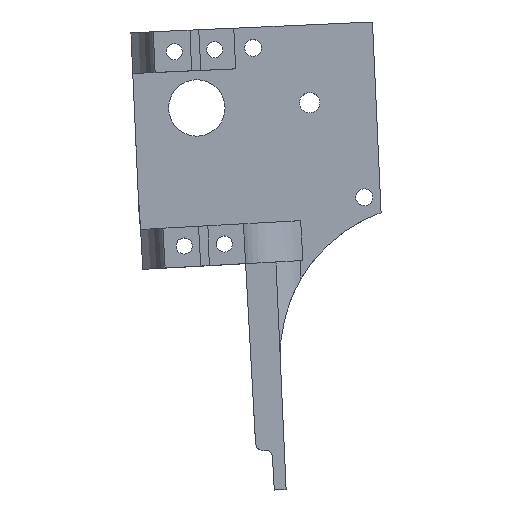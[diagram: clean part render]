
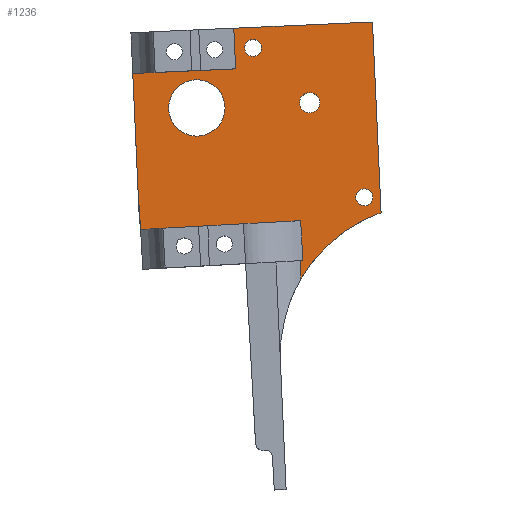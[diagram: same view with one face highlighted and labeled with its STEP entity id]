
A CAD part, top view. The second image highlights one B-rep face of the part: STEP entity #1236.
In plain terms, the highlighted planar face has unit normal (0, 0, 1).
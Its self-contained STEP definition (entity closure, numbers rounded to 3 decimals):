
#28=FACE_BOUND('',#168,.T.);
#29=FACE_BOUND('',#169,.T.);
#30=FACE_BOUND('',#170,.T.);
#31=FACE_BOUND('',#171,.T.);
#52=PLANE('',#1334);
#98=FACE_OUTER_BOUND('',#167,.T.);
#167=EDGE_LOOP('',(#884,#885,#886,#887,#888,#889,#890,#891,#892,#893,#894,
#895));
#168=EDGE_LOOP('',(#896));
#169=EDGE_LOOP('',(#897));
#170=EDGE_LOOP('',(#898));
#171=EDGE_LOOP('',(#899));
#254=CIRCLE('',#1335,37.513);
#255=CIRCLE('',#1336,7.);
#256=CIRCLE('',#1337,2.5);
#257=CIRCLE('',#1338,2.1);
#258=CIRCLE('',#1339,2.1);
#296=LINE('',#1914,#420);
#308=LINE('',#1948,#432);
#309=LINE('',#1954,#433);
#310=LINE('',#1956,#434);
#311=LINE('',#1958,#435);
#312=LINE('',#1960,#436);
#313=LINE('',#1962,#437);
#314=LINE('',#1964,#438);
#315=LINE('',#1966,#439);
#316=LINE('',#1968,#440);
#317=LINE('',#1969,#441);
#420=VECTOR('',#1455,9.938);
#432=VECTOR('',#1483,10.);
#433=VECTOR('',#1490,10.);
#434=VECTOR('',#1491,10.);
#435=VECTOR('',#1492,10.);
#436=VECTOR('',#1493,10.);
#437=VECTOR('',#1494,10.);
#438=VECTOR('',#1495,10.);
#439=VECTOR('',#1496,10.);
#440=VECTOR('',#1497,10.);
#441=VECTOR('',#1498,14.7);
#558=VERTEX_POINT('',#1904);
#559=VERTEX_POINT('',#1913);
#573=VERTEX_POINT('',#1947);
#574=VERTEX_POINT('',#1951);
#575=VERTEX_POINT('',#1953);
#576=VERTEX_POINT('',#1955);
#577=VERTEX_POINT('',#1957);
#578=VERTEX_POINT('',#1959);
#579=VERTEX_POINT('',#1961);
#580=VERTEX_POINT('',#1963);
#581=VERTEX_POINT('',#1965);
#582=VERTEX_POINT('',#1967);
#583=VERTEX_POINT('',#1970);
#584=VERTEX_POINT('',#1972);
#585=VERTEX_POINT('',#1974);
#586=VERTEX_POINT('',#1976);
#680=EDGE_CURVE('',#558,#559,#296,.T.);
#697=EDGE_CURVE('',#573,#559,#308,.T.);
#699=EDGE_CURVE('',#574,#558,#254,.T.);
#700=EDGE_CURVE('',#575,#574,#309,.T.);
#701=EDGE_CURVE('',#575,#576,#310,.T.);
#702=EDGE_CURVE('',#577,#576,#311,.T.);
#703=EDGE_CURVE('',#577,#578,#312,.T.);
#704=EDGE_CURVE('',#578,#579,#313,.T.);
#705=EDGE_CURVE('',#580,#579,#314,.T.);
#706=EDGE_CURVE('',#581,#580,#315,.T.);
#707=EDGE_CURVE('',#581,#582,#316,.T.);
#708=EDGE_CURVE('',#573,#582,#317,.T.);
#709=EDGE_CURVE('',#583,#583,#255,.T.);
#710=EDGE_CURVE('',#584,#584,#256,.T.);
#711=EDGE_CURVE('',#585,#585,#257,.T.);
#712=EDGE_CURVE('',#586,#586,#258,.T.);
#884=ORIENTED_EDGE('',*,*,#680,.F.);
#885=ORIENTED_EDGE('',*,*,#699,.F.);
#886=ORIENTED_EDGE('',*,*,#700,.F.);
#887=ORIENTED_EDGE('',*,*,#701,.T.);
#888=ORIENTED_EDGE('',*,*,#702,.F.);
#889=ORIENTED_EDGE('',*,*,#703,.T.);
#890=ORIENTED_EDGE('',*,*,#704,.T.);
#891=ORIENTED_EDGE('',*,*,#705,.F.);
#892=ORIENTED_EDGE('',*,*,#706,.F.);
#893=ORIENTED_EDGE('',*,*,#707,.T.);
#894=ORIENTED_EDGE('',*,*,#708,.F.);
#895=ORIENTED_EDGE('',*,*,#697,.T.);
#896=ORIENTED_EDGE('',*,*,#709,.T.);
#897=ORIENTED_EDGE('',*,*,#710,.T.);
#898=ORIENTED_EDGE('',*,*,#711,.F.);
#899=ORIENTED_EDGE('',*,*,#712,.T.);
#1236=ADVANCED_FACE('',(#98,#28,#29,#30,#31),#52,.T.);
#1334=AXIS2_PLACEMENT_3D('',#1950,#1486,#1487);
#1335=AXIS2_PLACEMENT_3D('',#1952,#1488,#1489);
#1336=AXIS2_PLACEMENT_3D('',#1971,#1499,#1500);
#1337=AXIS2_PLACEMENT_3D('',#1973,#1501,#1502);
#1338=AXIS2_PLACEMENT_3D('',#1975,#1503,#1504);
#1339=AXIS2_PLACEMENT_3D('',#1977,#1505,#1506);
#1455=DIRECTION('',(-0.045,0.999,0.));
#1483=DIRECTION('',(-0.998,-0.055,0.));
#1486=DIRECTION('center_axis',(0.,0.,1.));
#1487=DIRECTION('ref_axis',(1.,0.,0.));
#1488=DIRECTION('center_axis',(0.,0.,1.));
#1489=DIRECTION('ref_axis',(-0.333,0.943,0.));
#1490=DIRECTION('',(0.045,-0.999,0.));
#1491=DIRECTION('',(-0.999,-0.045,0.));
#1492=DIRECTION('',(-0.045,0.999,0.));
#1493=DIRECTION('',(-0.999,-0.045,0.));
#1494=DIRECTION('',(0.045,-0.999,0.));
#1495=DIRECTION('',(-0.067,0.998,0.));
#1496=DIRECTION('',(-0.055,0.998,0.));
#1497=DIRECTION('',(0.998,0.055,0.));
#1498=DIRECTION('',(-0.055,0.998,0.));
#1499=DIRECTION('center_axis',(0.,0.,-1.));
#1500=DIRECTION('ref_axis',(1.,0.,0.));
#1501=DIRECTION('center_axis',(0.,0.,-1.));
#1502=DIRECTION('ref_axis',(-1.,0.,0.));
#1503=DIRECTION('center_axis',(0.,0.,1.));
#1504=DIRECTION('ref_axis',(-1.,0.,0.));
#1505=DIRECTION('center_axis',(0.,0.,-1.));
#1506=DIRECTION('ref_axis',(0.998,0.055,0.));
#1904=CARTESIAN_POINT('',(19.064,-43.214,16.4));
#1913=CARTESIAN_POINT('',(18.859,-38.647,16.4));
#1914=CARTESIAN_POINT('',(19.975,-63.512,16.4));
#1947=CARTESIAN_POINT('',(19.571,-38.607,16.4));
#1948=CARTESIAN_POINT('',(-5.122,-39.973,16.4));
#1950=CARTESIAN_POINT('Origin',(7.796,-1.101,16.4));
#1951=CARTESIAN_POINT('',(38.978,-26.728,16.4));
#1952=CARTESIAN_POINT('Origin',(51.477,-62.097,16.4));
#1953=CARTESIAN_POINT('',(36.852,20.575,16.4));
#1954=CARTESIAN_POINT('',(38.619,-18.735,16.4));
#1955=CARTESIAN_POINT('',(2.437,19.028,16.4));
#1956=CARTESIAN_POINT('',(-8.103,18.555,16.4));
#1957=CARTESIAN_POINT('',(2.89,8.938,16.4));
#1958=CARTESIAN_POINT('',(3.33,-0.841,16.4));
#1959=CARTESIAN_POINT('',(-22.634,7.791,16.4));
#1960=CARTESIAN_POINT('',(-4.877,8.589,16.4));
#1961=CARTESIAN_POINT('',(-21.32,-21.429,16.4));
#1962=CARTESIAN_POINT('',(-23.027,16.532,16.4));
#1963=CARTESIAN_POINT('',(-20.72,-30.42,16.4));
#1964=CARTESIAN_POINT('',(-20.72,-30.42,16.4));
#1965=CARTESIAN_POINT('',(-20.692,-30.919,16.4));
#1966=CARTESIAN_POINT('',(-21.24,-21.022,16.4));
#1967=CARTESIAN_POINT('',(19.024,-28.722,16.4));
#1968=CARTESIAN_POINT('',(7.086,-29.383,16.4));
#1969=CARTESIAN_POINT('',(19.427,-36.011,16.4));
#1970=CARTESIAN_POINT('',(-13.734,-0.754,16.4));
#1971=CARTESIAN_POINT('Origin',(-6.734,-0.754,16.4));
#1972=CARTESIAN_POINT('',(23.737,0.549,16.4));
#1973=CARTESIAN_POINT('Origin',(21.237,0.549,16.4));
#1974=CARTESIAN_POINT('',(9.321,14.139,16.4));
#1975=CARTESIAN_POINT('Origin',(7.221,14.139,16.4));
#1976=CARTESIAN_POINT('',(32.706,-23.028,16.4));
#1977=CARTESIAN_POINT('Origin',(34.803,-22.912,16.4));
